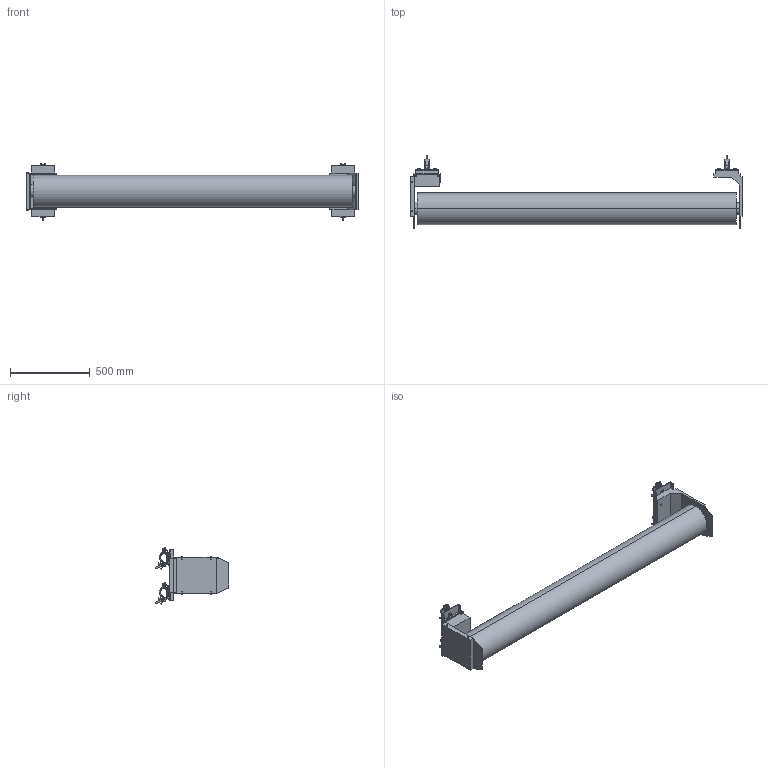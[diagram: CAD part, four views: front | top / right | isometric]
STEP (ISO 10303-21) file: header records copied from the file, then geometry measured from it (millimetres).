
FILE_DESCRIPTION (( 'STEP AP214' ), '1' );
FILE_NAME ('249.001.001_Main_Assembly (STEP).STEP', '2020-04-03T12:27:05', ( '' ), ( '' ), 'SwSTEP 2.0', 'SolidWorks 2019', '' );
FILE_SCHEMA (( 'AUTOMOTIVE_DESIGN' ));
Length unit declared in the file: millimetre
Products named in the file (1): 249.001.001_Main_Assembly (STEP)
Bounding box: 2084.6 x 458.6 x 352.82 mm (x, y, z)
Surface area: 2173453.4 mm2 (no closed solid volume)
Topology: 0 solids, 102 shells, 1599 faces, 3848 edges, 2476 vertices
Faces by surface type: plane 854, cylinder 458, bspline 141, cone 82, torus 64
Entity records: 74609 total; most frequent: CARTESIAN_POINT 19850, DIRECTION 7454, ORIENTED_EDGE 7384, EDGE_CURVE 3800, AXIS2_PLACEMENT_3D 2652, VERTEX_POINT 2476, LINE 2150, VECTOR 2150
